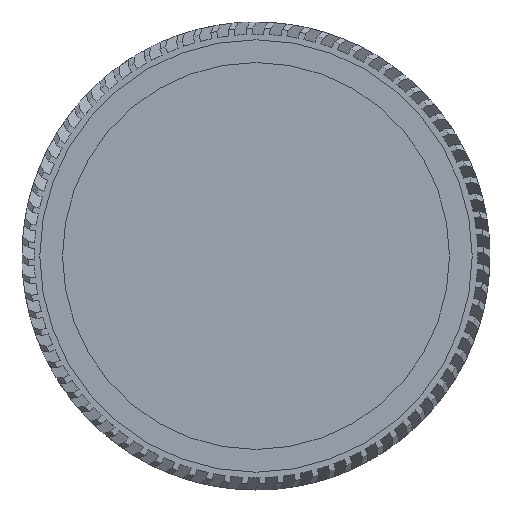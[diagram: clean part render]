
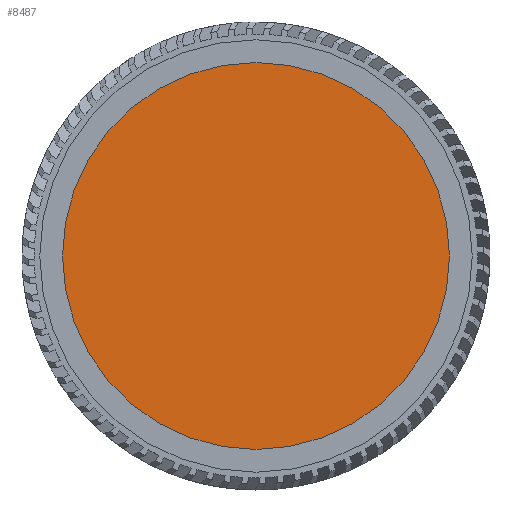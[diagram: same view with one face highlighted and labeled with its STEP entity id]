
A CAD part, front view. The second image highlights one B-rep face of the part: STEP entity #8487.
In plain terms, the highlighted planar face has unit normal (0, -1, 0).
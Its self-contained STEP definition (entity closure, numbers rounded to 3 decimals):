
#1593 = FACE_OUTER_BOUND ( 'NONE', #8381, .T. ) ;
#1980 = EDGE_CURVE ( 'NONE', #9424, #13112, #18825, .T. ) ;
#2727 = CARTESIAN_POINT ( 'NONE',  ( 0., 18.871, 15.75 ) ) ;
#4403 = AXIS2_PLACEMENT_3D ( 'NONE', #6366, #14049, #18722 ) ;
#5114 = DIRECTION ( 'NONE',  ( 0., 1., 0. ) ) ;
#5177 = DIRECTION ( 'NONE',  ( 0., 0., 1. ) ) ;
#6366 = CARTESIAN_POINT ( 'NONE',  ( 0., 18.871, 0. ) ) ;
#7218 = DIRECTION ( 'NONE',  ( 0., 1., 0. ) ) ;
#8381 = EDGE_LOOP ( 'NONE', ( #19522, #12501 ) ) ;
#8447 = DIRECTION ( 'NONE',  ( 0., 0., 1. ) ) ;
#8487 = ADVANCED_FACE ( 'NONE', ( #1593 ), #19273, .F. ) ;
#9424 = VERTEX_POINT ( 'NONE', #10085 ) ;
#10085 = CARTESIAN_POINT ( 'NONE',  ( 0., 18.871, -15.75 ) ) ;
#12361 = EDGE_CURVE ( 'NONE', #13112, #9424, #19952, .T. ) ;
#12501 = ORIENTED_EDGE ( 'NONE', *, *, #1980, .F. ) ;
#13112 = VERTEX_POINT ( 'NONE', #2727 ) ;
#13186 = CARTESIAN_POINT ( 'NONE',  ( 0., 18.871, 0. ) ) ;
#13566 = AXIS2_PLACEMENT_3D ( 'NONE', #14482, #5114, #5177 ) ;
#14049 = DIRECTION ( 'NONE',  ( 0., 1., 0. ) ) ;
#14482 = CARTESIAN_POINT ( 'NONE',  ( 0., 18.871, 0. ) ) ;
#16939 = AXIS2_PLACEMENT_3D ( 'NONE', #13186, #7218, #8447 ) ;
#18722 = DIRECTION ( 'NONE',  ( 0., 0., 1. ) ) ;
#18825 = CIRCLE ( 'NONE', #13566, 15.75 ) ;
#19273 = PLANE ( 'NONE',  #16939 ) ;
#19522 = ORIENTED_EDGE ( 'NONE', *, *, #12361, .F. ) ;
#19952 = CIRCLE ( 'NONE', #4403, 15.75 ) ;
